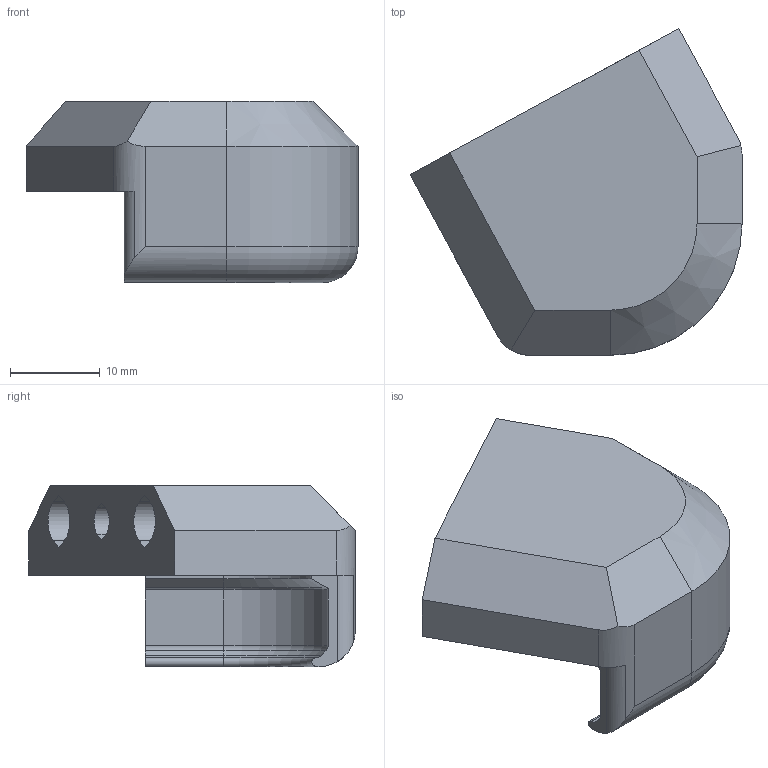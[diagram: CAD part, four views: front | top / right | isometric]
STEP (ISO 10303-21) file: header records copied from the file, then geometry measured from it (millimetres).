
FILE_DESCRIPTION(/* description */ (''),/* implementation_level */ '2;1');
FILE_NAME(/* name */ 'Corner_BL.step',/* time_stamp */ '2026-01-01T21:45:20+01:00',/* author */ (''),/* organization */ (''),/* preprocessor_version */ 'ST-DEVELOPER v20.1',/* originating_system */ 'Autodesk Translation Framework v14.21.0.0',/* authorisation */ '');
FILE_SCHEMA (('AUTOMOTIVE_DESIGN { 1 0 10303 214 3 1 1 }'));
Length unit declared in the file: millimetre
Products named in the file (2): TabletHolderAssembly_NokiaT10; Corner BL
Assembly tree (1 placements, depth 2):
  TabletHolderAssembly_NokiaT10
    Corner BL
Bounding box: 36.92 x 36.3 x 20.15 mm (x, y, z)
Volume: 8181.4 mm3; surface area: 4470.7 mm2
Topology: 1 solids, 1 shells, 122 faces, 318 edges, 206 vertices
Faces by surface type: plane 65, cylinder 25, bspline 24, torus 5, cone 3
Entity records: 4012 total; most frequent: CARTESIAN_POINT 1073, ORIENTED_EDGE 636, DIRECTION 528, EDGE_CURVE 318, LINE 210, VECTOR 210, VERTEX_POINT 206, AXIS2_PLACEMENT_3D 159
